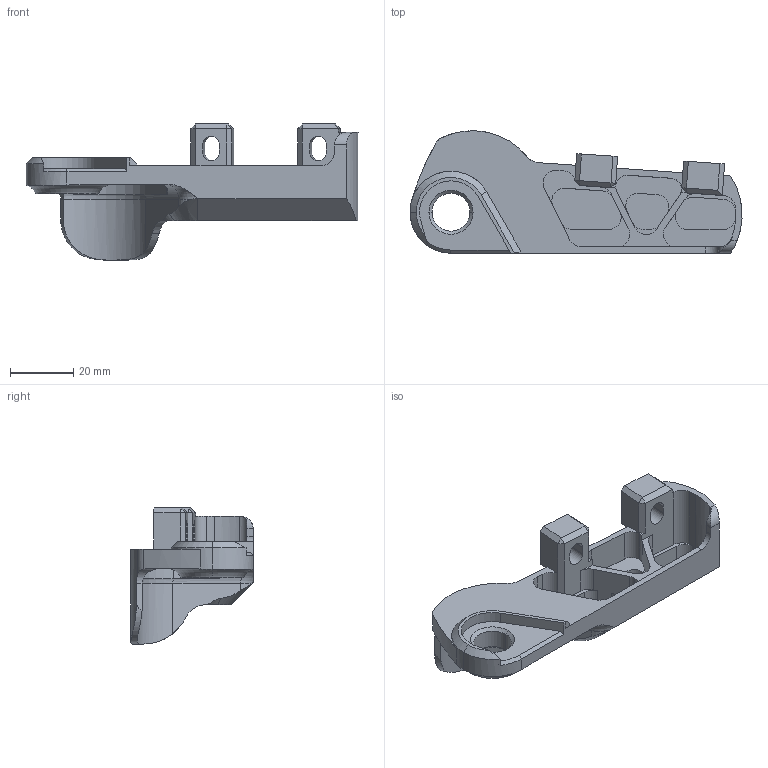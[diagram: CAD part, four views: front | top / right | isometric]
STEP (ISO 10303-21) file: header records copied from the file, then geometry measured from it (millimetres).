
FILE_DESCRIPTION (( 'STEP AP214' ), '1' );
FILE_NAME ('DR0074.STEP', '2023-12-01T14:50:59', ( '' ), ( '' ), 'SwSTEP 2.0', 'SolidWorks 2023', '' );
FILE_SCHEMA (( 'AUTOMOTIVE_DESIGN' ));
Length unit declared in the file: millimetre
Products named in the file (1): DR0074
Bounding box: 105.33 x 38.84 x 43.15 mm (x, y, z)
Volume: 23726.3 mm3; surface area: 16382.5 mm2
Topology: 1 solids, 1 shells, 354 faces, 972 edges, 639 vertices
Faces by surface type: plane 172, bspline 104, cylinder 64, cone 10, torus 4
Entity records: 15832 total; most frequent: CARTESIAN_POINT 7490, ORIENTED_EDGE 1944, DIRECTION 1360, EDGE_CURVE 972, VERTEX_POINT 639, LINE 590, VECTOR 590, AXIS2_PLACEMENT_3D 385
